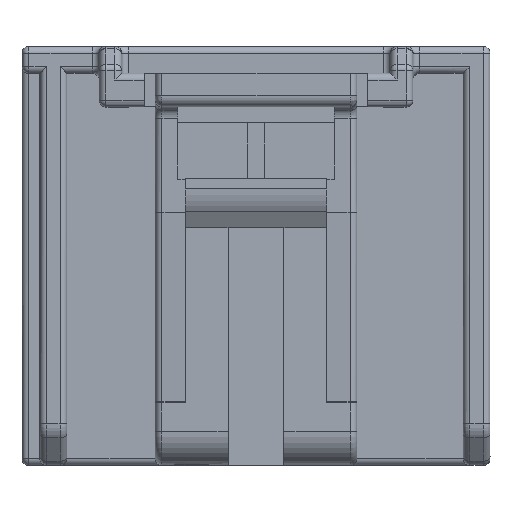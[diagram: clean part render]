
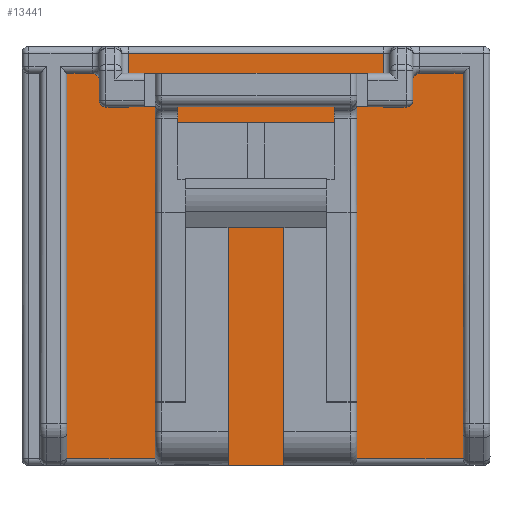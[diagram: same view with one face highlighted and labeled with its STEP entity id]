
A CAD part, top view. The second image highlights one B-rep face of the part: STEP entity #13441.
In plain terms, the highlighted planar face has unit normal (0, 0, 1).
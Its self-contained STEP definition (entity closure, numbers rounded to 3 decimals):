
#237=DIRECTION('',(-1.,0.,0.));
#238=VECTOR('',#237,2.5);
#239=CARTESIAN_POINT('',(1.25,5.15,-7.55));
#240=LINE('',#239,#238);
#857=DIRECTION('',(0.,1.,0.));
#858=VECTOR('',#857,17.2);
#859=CARTESIAN_POINT('',(9.25,5.45,-7.55));
#860=LINE('',#859,#858);
#904=DIRECTION('',(-1.,0.,0.));
#905=VECTOR('',#904,1.25);
#906=CARTESIAN_POINT('',(3.5,6.65,-7.55));
#907=LINE('',#906,#905);
#908=DIRECTION('',(1.,0.,0.));
#909=VECTOR('',#908,1.);
#910=CARTESIAN_POINT('',(1.25,10.25,-7.55));
#911=LINE('',#910,#909);
#912=DIRECTION('',(1.,0.,0.));
#913=VECTOR('',#912,1.);
#914=CARTESIAN_POINT('',(-2.25,10.25,-7.55));
#915=LINE('',#914,#913);
#916=DIRECTION('',(-1.,0.,0.));
#917=VECTOR('',#916,1.25);
#918=CARTESIAN_POINT('',(-2.25,6.65,-7.55));
#919=LINE('',#918,#917);
#920=DIRECTION('',(1.,0.,0.));
#921=VECTOR('',#920,1.);
#922=CARTESIAN_POINT('',(-4.5,10.25,-7.55));
#923=LINE('',#922,#921);
#924=DIRECTION('',(-1.,0.,0.));
#925=VECTOR('',#924,3.95);
#926=CARTESIAN_POINT('',(-4.5,5.45,-7.55));
#927=LINE('',#926,#925);
#928=CARTESIAN_POINT('',(-7.3,22.35,-7.55));
#929=DIRECTION('',(0.,0.,1.));
#930=DIRECTION('',(1.,0.,0.));
#931=AXIS2_PLACEMENT_3D('',#928,#929,#930);
#933=DIRECTION('',(0.,1.,0.));
#934=VECTOR('',#933,0.9);
#935=CARTESIAN_POINT('',(-7.,21.45,-7.55));
#936=LINE('',#935,#934);
#937=CARTESIAN_POINT('',(-6.7,21.45,-7.55));
#938=DIRECTION('',(0.,0.,-1.));
#939=DIRECTION('',(0.,-1.,0.));
#940=AXIS2_PLACEMENT_3D('',#937,#938,#939);
#942=DIRECTION('',(-1.,0.,0.));
#943=VECTOR('',#942,1.);
#944=CARTESIAN_POINT('',(-5.7,21.15,-7.55));
#945=LINE('',#944,#943);
#946=CARTESIAN_POINT('',(6.7,21.45,-7.55));
#947=DIRECTION('',(0.,0.,-1.));
#948=DIRECTION('',(1.,0.,0.));
#949=AXIS2_PLACEMENT_3D('',#946,#947,#948);
#951=DIRECTION('',(0.,-1.,0.));
#952=VECTOR('',#951,0.9);
#953=CARTESIAN_POINT('',(7.,22.35,-7.55));
#954=LINE('',#953,#952);
#955=CARTESIAN_POINT('',(7.3,22.35,-7.55));
#956=DIRECTION('',(0.,0.,1.));
#957=DIRECTION('',(0.,1.,0.));
#958=AXIS2_PLACEMENT_3D('',#955,#956,#957);
#960=DIRECTION('',(-1.,0.,0.));
#961=VECTOR('',#960,1.95);
#962=CARTESIAN_POINT('',(9.25,22.65,-7.55));
#963=LINE('',#962,#961);
#964=DIRECTION('',(-1.,0.,0.));
#965=VECTOR('',#964,4.75);
#966=CARTESIAN_POINT('',(9.25,5.45,-7.55));
#967=LINE('',#966,#965);
#968=DIRECTION('',(1.,0.,0.));
#969=VECTOR('',#968,1.);
#970=CARTESIAN_POINT('',(3.5,10.25,-7.55));
#971=LINE('',#970,#969);
#976=DIRECTION('',(0.,-1.,0.));
#977=VECTOR('',#976,3.6);
#978=CARTESIAN_POINT('',(2.25,10.25,-7.55));
#979=LINE('',#978,#977);
#1005=DIRECTION('',(0.,1.,0.));
#1006=VECTOR('',#1005,3.6);
#1007=CARTESIAN_POINT('',(3.5,6.65,-7.55));
#1008=LINE('',#1007,#1006);
#1028=DIRECTION('',(0.,-1.,0.));
#1029=VECTOR('',#1028,4.8);
#1030=CARTESIAN_POINT('',(4.5,10.25,-7.55));
#1031=LINE('',#1030,#1029);
#1119=DIRECTION('',(0.,1.,0.));
#1120=VECTOR('',#1119,5.1);
#1121=CARTESIAN_POINT('',(1.25,5.15,-7.55));
#1122=LINE('',#1121,#1120);
#1418=DIRECTION('',(0.,-1.,0.));
#1419=VECTOR('',#1418,5.1);
#1420=CARTESIAN_POINT('',(-1.25,10.25,-7.55));
#1421=LINE('',#1420,#1419);
#1455=DIRECTION('',(0.,-1.,0.));
#1456=VECTOR('',#1455,3.6);
#1457=CARTESIAN_POINT('',(-3.5,10.25,-7.55));
#1458=LINE('',#1457,#1456);
#1474=DIRECTION('',(0.,1.,0.));
#1475=VECTOR('',#1474,4.8);
#1476=CARTESIAN_POINT('',(-4.5,5.45,-7.55));
#1477=LINE('',#1476,#1475);
#2871=DIRECTION('',(1.,0.,0.));
#2872=VECTOR('',#2871,1.15);
#2873=CARTESIAN_POINT('',(-8.45,22.65,-7.55));
#2874=LINE('',#2873,#2872);
#2901=DIRECTION('',(0.,-1.,0.));
#2902=VECTOR('',#2901,17.2);
#2903=CARTESIAN_POINT('',(-8.45,22.65,-7.55));
#2904=LINE('',#2903,#2902);
#3181=DIRECTION('',(1.,0.,0.));
#3182=VECTOR('',#3181,11.4);
#3183=CARTESIAN_POINT('',(-5.7,23.55,-7.55));
#3184=LINE('',#3183,#3182);
#4191=DIRECTION('',(1.,0.,0.));
#4192=VECTOR('',#4191,1.);
#4193=CARTESIAN_POINT('',(5.7,21.15,-7.55));
#4194=LINE('',#4193,#4192);
#4246=DIRECTION('',(0.,-1.,0.));
#4247=VECTOR('',#4246,2.4);
#4248=CARTESIAN_POINT('',(5.7,23.55,-7.55));
#4249=LINE('',#4248,#4247);
#4277=DIRECTION('',(0.,1.,0.));
#4278=VECTOR('',#4277,2.4);
#4279=CARTESIAN_POINT('',(-5.7,21.15,-7.55));
#4280=LINE('',#4279,#4278);
#9163=DIRECTION('',(0.,1.,0.));
#9164=VECTOR('',#9163,3.6);
#9165=CARTESIAN_POINT('',(-2.25,6.65,-7.55));
#9166=LINE('',#9165,#9164);
#9244=CARTESIAN_POINT('',(1.25,5.15,-7.55));
#9245=CARTESIAN_POINT('',(-1.25,5.15,-7.55));
#9246=VERTEX_POINT('',#9244);
#9247=VERTEX_POINT('',#9245);
#10861=CARTESIAN_POINT('',(-8.45,22.65,-7.55));
#10862=CARTESIAN_POINT('',(-7.3,22.65,-7.55));
#10863=VERTEX_POINT('',#10861);
#10864=VERTEX_POINT('',#10862);
#10865=CARTESIAN_POINT('',(-7.,22.35,-7.55));
#10866=VERTEX_POINT('',#10865);
#10867=CARTESIAN_POINT('',(-7.,21.45,-7.55));
#10868=VERTEX_POINT('',#10867);
#10869=CARTESIAN_POINT('',(-6.7,21.15,-7.55));
#10870=VERTEX_POINT('',#10869);
#10871=CARTESIAN_POINT('',(-5.7,21.15,-7.55));
#10872=VERTEX_POINT('',#10871);
#10873=CARTESIAN_POINT('',(-5.7,23.55,-7.55));
#10874=VERTEX_POINT('',#10873);
#10877=CARTESIAN_POINT('',(5.7,23.55,-7.55));
#10878=VERTEX_POINT('',#10877);
#10922=CARTESIAN_POINT('',(5.7,21.15,-7.55));
#10923=VERTEX_POINT('',#10922);
#10924=CARTESIAN_POINT('',(6.7,21.15,-7.55));
#10925=VERTEX_POINT('',#10924);
#10926=CARTESIAN_POINT('',(7.,21.45,-7.55));
#10927=VERTEX_POINT('',#10926);
#10928=CARTESIAN_POINT('',(7.,22.35,-7.55));
#10929=VERTEX_POINT('',#10928);
#10930=CARTESIAN_POINT('',(7.3,22.65,-7.55));
#10931=VERTEX_POINT('',#10930);
#10932=CARTESIAN_POINT('',(9.25,22.65,-7.55));
#10933=VERTEX_POINT('',#10932);
#11203=CARTESIAN_POINT('',(9.25,5.45,-7.55));
#11204=VERTEX_POINT('',#11203);
#11207=CARTESIAN_POINT('',(4.5,5.45,-7.55));
#11208=VERTEX_POINT('',#11207);
#11275=CARTESIAN_POINT('',(-8.45,5.45,-7.55));
#11277=VERTEX_POINT('',#11275);
#11291=CARTESIAN_POINT('',(-4.5,5.45,-7.55));
#11292=VERTEX_POINT('',#11291);
#11312=CARTESIAN_POINT('',(2.25,6.65,-7.55));
#11314=VERTEX_POINT('',#11312);
#11315=CARTESIAN_POINT('',(3.5,6.65,-7.55));
#11316=VERTEX_POINT('',#11315);
#11327=CARTESIAN_POINT('',(3.5,10.25,-7.55));
#11328=VERTEX_POINT('',#11327);
#11329=CARTESIAN_POINT('',(4.5,10.25,-7.55));
#11330=VERTEX_POINT('',#11329);
#11331=CARTESIAN_POINT('',(1.25,10.25,-7.55));
#11332=VERTEX_POINT('',#11331);
#11333=CARTESIAN_POINT('',(2.25,10.25,-7.55));
#11334=VERTEX_POINT('',#11333);
#11335=CARTESIAN_POINT('',(-1.25,10.25,-7.55));
#11336=VERTEX_POINT('',#11335);
#11337=CARTESIAN_POINT('',(-2.25,6.65,-7.55));
#11338=CARTESIAN_POINT('',(-2.25,10.25,-7.55));
#11339=VERTEX_POINT('',#11337);
#11340=VERTEX_POINT('',#11338);
#11341=CARTESIAN_POINT('',(-3.5,10.25,-7.55));
#11342=CARTESIAN_POINT('',(-3.5,6.65,-7.55));
#11343=VERTEX_POINT('',#11341);
#11344=VERTEX_POINT('',#11342);
#11345=CARTESIAN_POINT('',(-4.5,10.25,-7.55));
#11346=VERTEX_POINT('',#11345);
#13373=CARTESIAN_POINT('',(10.45,5.15,-7.55));
#13374=DIRECTION('',(0.,0.,1.));
#13375=DIRECTION('',(-1.,0.,0.));
#13376=AXIS2_PLACEMENT_3D('',#13373,#13374,#13375);
#13377=PLANE('',#13376);
#13379=ORIENTED_EDGE('',*,*,#13378,.T.);
#13381=ORIENTED_EDGE('',*,*,#13380,.F.);
#13383=ORIENTED_EDGE('',*,*,#13382,.F.);
#13385=ORIENTED_EDGE('',*,*,#13384,.F.);
#13386=ORIENTED_EDGE('',*,*,#12014,.T.);
#13388=ORIENTED_EDGE('',*,*,#13387,.F.);
#13390=ORIENTED_EDGE('',*,*,#13389,.F.);
#13392=ORIENTED_EDGE('',*,*,#13391,.F.);
#13394=ORIENTED_EDGE('',*,*,#13393,.T.);
#13396=ORIENTED_EDGE('',*,*,#13395,.F.);
#13398=ORIENTED_EDGE('',*,*,#13397,.F.);
#13400=ORIENTED_EDGE('',*,*,#13399,.F.);
#13402=ORIENTED_EDGE('',*,*,#13401,.T.);
#13404=ORIENTED_EDGE('',*,*,#13403,.F.);
#13406=ORIENTED_EDGE('',*,*,#13405,.T.);
#13408=ORIENTED_EDGE('',*,*,#13407,.F.);
#13410=ORIENTED_EDGE('',*,*,#13409,.F.);
#13412=ORIENTED_EDGE('',*,*,#13411,.F.);
#13414=ORIENTED_EDGE('',*,*,#13413,.F.);
#13416=ORIENTED_EDGE('',*,*,#13415,.T.);
#13418=ORIENTED_EDGE('',*,*,#13417,.T.);
#13420=ORIENTED_EDGE('',*,*,#13419,.T.);
#13422=ORIENTED_EDGE('',*,*,#13421,.T.);
#13424=ORIENTED_EDGE('',*,*,#13423,.F.);
#13426=ORIENTED_EDGE('',*,*,#13425,.F.);
#13428=ORIENTED_EDGE('',*,*,#13427,.F.);
#13429=ORIENTED_EDGE('',*,*,#13366,.F.);
#13430=ORIENTED_EDGE('',*,*,#13304,.F.);
#13432=ORIENTED_EDGE('',*,*,#13431,.T.);
#13434=ORIENTED_EDGE('',*,*,#13433,.F.);
#13436=ORIENTED_EDGE('',*,*,#13435,.F.);
#13438=ORIENTED_EDGE('',*,*,#13437,.F.);
#13439=EDGE_LOOP('',(#13379,#13381,#13383,#13385,#13386,#13388,#13390,#13392,
#13394,#13396,#13398,#13400,#13402,#13404,#13406,#13408,#13410,#13412,#13414,
#13416,#13418,#13420,#13422,#13424,#13426,#13428,#13429,#13430,#13432,#13434,
#13436,#13438));
#13440=FACE_OUTER_BOUND('',#13439,.F.);
#13441=ADVANCED_FACE('',(#13440),#13377,.T.);
#932=CIRCLE('',#931,0.3);
#941=CIRCLE('',#940,0.3);
#950=CIRCLE('',#949,0.3);
#959=CIRCLE('',#958,0.3);
#12014=EDGE_CURVE('',#9246,#9247,#240,.T.);
#13304=EDGE_CURVE('',#11204,#10933,#860,.T.);
#13366=EDGE_CURVE('',#10933,#10931,#963,.T.);
#13378=EDGE_CURVE('',#11316,#11314,#907,.T.);
#13380=EDGE_CURVE('',#11334,#11314,#979,.T.);
#13382=EDGE_CURVE('',#11332,#11334,#911,.T.);
#13384=EDGE_CURVE('',#9246,#11332,#1122,.T.);
#13387=EDGE_CURVE('',#11336,#9247,#1421,.T.);
#13389=EDGE_CURVE('',#11340,#11336,#915,.T.);
#13391=EDGE_CURVE('',#11339,#11340,#9166,.T.);
#13393=EDGE_CURVE('',#11339,#11344,#919,.T.);
#13395=EDGE_CURVE('',#11343,#11344,#1458,.T.);
#13397=EDGE_CURVE('',#11346,#11343,#923,.T.);
#13399=EDGE_CURVE('',#11292,#11346,#1477,.T.);
#13401=EDGE_CURVE('',#11292,#11277,#927,.T.);
#13403=EDGE_CURVE('',#10863,#11277,#2904,.T.);
#13405=EDGE_CURVE('',#10863,#10864,#2874,.T.);
#13407=EDGE_CURVE('',#10866,#10864,#932,.T.);
#13409=EDGE_CURVE('',#10868,#10866,#936,.T.);
#13411=EDGE_CURVE('',#10870,#10868,#941,.T.);
#13413=EDGE_CURVE('',#10872,#10870,#945,.T.);
#13415=EDGE_CURVE('',#10872,#10874,#4280,.T.);
#13417=EDGE_CURVE('',#10874,#10878,#3184,.T.);
#13419=EDGE_CURVE('',#10878,#10923,#4249,.T.);
#13421=EDGE_CURVE('',#10923,#10925,#4194,.T.);
#13423=EDGE_CURVE('',#10927,#10925,#950,.T.);
#13425=EDGE_CURVE('',#10929,#10927,#954,.T.);
#13427=EDGE_CURVE('',#10931,#10929,#959,.T.);
#13431=EDGE_CURVE('',#11204,#11208,#967,.T.);
#13433=EDGE_CURVE('',#11330,#11208,#1031,.T.);
#13435=EDGE_CURVE('',#11328,#11330,#971,.T.);
#13437=EDGE_CURVE('',#11316,#11328,#1008,.T.);
